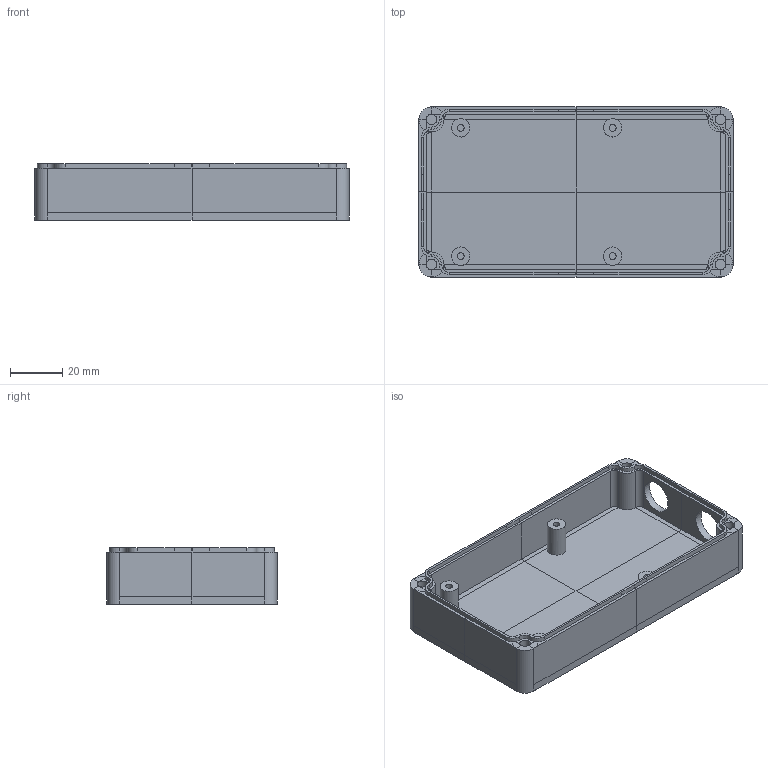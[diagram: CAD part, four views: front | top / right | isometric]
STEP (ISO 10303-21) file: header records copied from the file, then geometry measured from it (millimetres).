
FILE_DESCRIPTION(('FreeCAD Model'),'2;1');
FILE_NAME('Open CASCADE Shape Model','2024-01-19T21:13:36',('Author'),( ''),'Open CASCADE STEP processor 7.6','FreeCAD','Unknown');
FILE_SCHEMA(('AUTOMOTIVE_DESIGN { 1 0 10303 214 1 1 1 1 }'));
Length unit declared in the file: millimetre
Products named in the file (1): difference052
Bounding box: 120 x 65 x 21.71 mm (x, y, z)
Volume: 43560.3 mm3; surface area: 32257.5 mm2
Topology: 2 solids, 2 shells, 414 faces, 878 edges, 470 vertices
Faces by surface type: plane 360, cylinder 54
Full cylindrical faces by diameter (mm): 2.6 x4, 4 x4, 7 x4, 12.6 x2
Entity records: 12220 total; most frequent: DIRECTION 1944, CARTESIAN_POINT 1763, ORIENTED_EDGE 1756, EDGE_CURVE 878, AXIS2_PLACEMENT_3D 651, LINE 642, VECTOR 642, VERTEX_POINT 470
